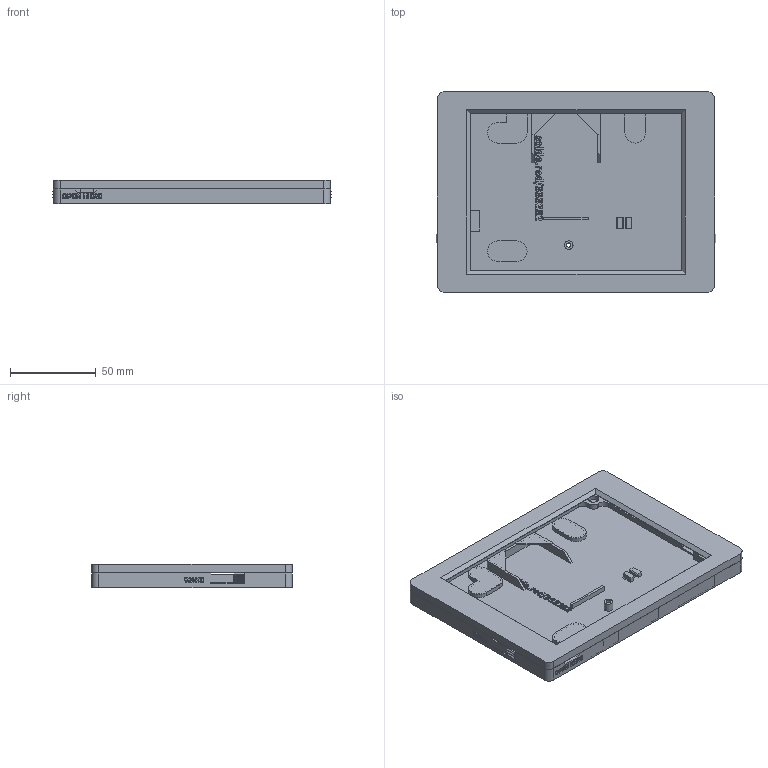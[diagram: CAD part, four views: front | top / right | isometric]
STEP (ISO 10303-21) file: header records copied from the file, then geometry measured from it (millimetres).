
FILE_DESCRIPTION(/* description */ (''),/* implementation_level */ '2;1');
FILE_NAME(/* name */ 'Soldered Inkplate 6 v1.2.0. Case.step',/* time_stamp */ '2023-06-06T14:33:07+02:00',/* author */ (''),/* organization */ (''),/* preprocessor_version */ 'ST-DEVELOPER v19.2',/* originating_system */ 'Autodesk Translation Framework v12.6.0.85',/* authorisation */ '');
FILE_SCHEMA (('AUTOMOTIVE_DESIGN { 1 0 10303 214 3 1 1 }'));
Length unit declared in the file: millimetre
Products named in the file (3): Inkplate 6 v1.2.0. Case; Inkplate 6 v1.2.0. Top; Inkplate 6 v1.2.0. Bottom
Assembly tree (2 placements, depth 2):
  Inkplate 6 v1.2.0. Case
    Inkplate 6 v1.2.0. Top
    Inkplate 6 v1.2.0. Bottom
Bounding box: 163 x 116.8 x 13.5 mm (x, y, z)
Volume: 57261.1 mm3; surface area: 75570.6 mm2
Topology: 2 solids, 2 shells, 1326 faces, 3679 edges, 2425 vertices
Faces by surface type: plane 845, bspline 421, cylinder 52, cone 8
Full cylindrical faces by diameter (mm): 2.5 x1, 5 x1, 6.4 x4
Entity records: 45587 total; most frequent: CARTESIAN_POINT 14517, ORIENTED_EDGE 7358, DIRECTION 4774, EDGE_CURVE 3679, LINE 2718, VECTOR 2718, VERTEX_POINT 2425, EDGE_LOOP 1406
